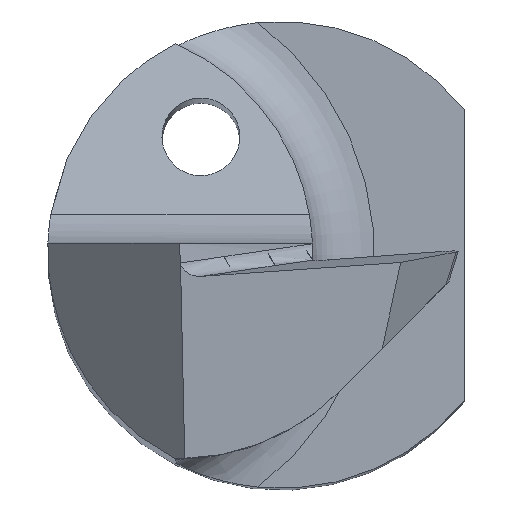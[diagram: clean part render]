
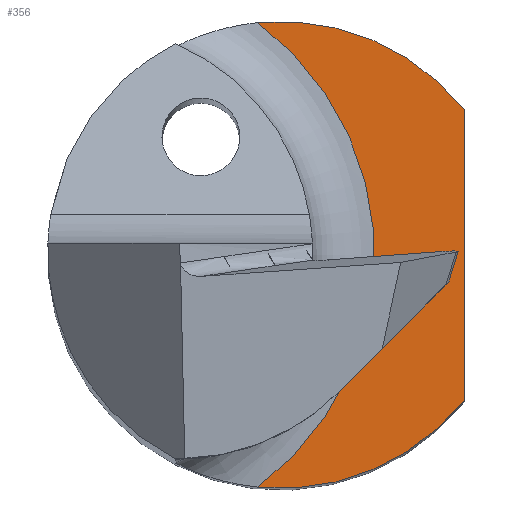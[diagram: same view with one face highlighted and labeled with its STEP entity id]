
A CAD part, top view. The second image highlights one B-rep face of the part: STEP entity #356.
In plain terms, the highlighted planar face has unit normal (0, 0, 1).
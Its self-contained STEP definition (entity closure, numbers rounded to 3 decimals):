
#53 = DIRECTION ( 'NONE',  ( 1., 0., 0. ) ) ;
#77 = EDGE_CURVE ( 'NONE', #441, #395, #144, .T. ) ;
#108 = AXIS2_PLACEMENT_3D ( 'NONE', #508, #643, #162 ) ;
#109 = DIRECTION ( 'NONE',  ( 0., -1., 0. ) ) ;
#130 = ORIENTED_EDGE ( 'NONE', *, *, #559, .F. ) ;
#135 = ORIENTED_EDGE ( 'NONE', *, *, #77, .T. ) ;
#144 = CIRCLE ( 'NONE', #595, 3. ) ;
#149 = DIRECTION ( 'NONE',  ( 1., 0., 0. ) ) ;
#152 = CARTESIAN_POINT ( 'NONE',  ( -2.514, 0., 14.75 ) ) ;
#162 = DIRECTION ( 'NONE',  ( 1., 0., 0. ) ) ;
#167 = CIRCLE ( 'NONE', #721, 3.714 ) ;
#241 = FACE_OUTER_BOUND ( 'NONE', #245, .T. ) ;
#245 = EDGE_LOOP ( 'NONE', ( #135, #869, #803, #130 ) ) ;
#246 = PLANE ( 'NONE',  #477 ) ;
#346 = CARTESIAN_POINT ( 'NONE',  ( -0.304, 2.985, 14.75 ) ) ;
#356 = ADVANCED_FACE ( 'NONE', ( #241 ), #246, .T. ) ;
#395 = VERTEX_POINT ( 'NONE', #346 ) ;
#440 = DIRECTION ( 'NONE',  ( 0., 0., 1. ) ) ;
#441 = VERTEX_POINT ( 'NONE', #760 ) ;
#477 = AXIS2_PLACEMENT_3D ( 'NONE', #779, #440, #517 ) ;
#508 = CARTESIAN_POINT ( 'NONE',  ( 0., 0., 14.75 ) ) ;
#512 = CARTESIAN_POINT ( 'NONE',  ( 2.35, 3., 14.75 ) ) ;
#517 = DIRECTION ( 'NONE',  ( 1., 0., 0. ) ) ;
#528 = CARTESIAN_POINT ( 'NONE',  ( -0.304, -2.985, 14.75 ) ) ;
#538 = VERTEX_POINT ( 'NONE', #528 ) ;
#559 = EDGE_CURVE ( 'NONE', #441, #860, #845, .T. ) ;
#572 = EDGE_CURVE ( 'NONE', #538, #860, #624, .T. ) ;
#595 = AXIS2_PLACEMENT_3D ( 'NONE', #756, #666, #53 ) ;
#624 = CIRCLE ( 'NONE', #108, 3. ) ;
#643 = DIRECTION ( 'NONE',  ( 0., 0., 1. ) ) ;
#666 = DIRECTION ( 'NONE',  ( 0., 0., 1. ) ) ;
#693 = DIRECTION ( 'NONE',  ( 0., 0., -1. ) ) ;
#695 = VECTOR ( 'NONE', #109, 1000. ) ;
#721 = AXIS2_PLACEMENT_3D ( 'NONE', #152, #693, #149 ) ;
#756 = CARTESIAN_POINT ( 'NONE',  ( 0., 0., 14.75 ) ) ;
#760 = CARTESIAN_POINT ( 'NONE',  ( 2.35, 1.865, 14.75 ) ) ;
#779 = CARTESIAN_POINT ( 'NONE',  ( 0., 0., 14.75 ) ) ;
#803 = ORIENTED_EDGE ( 'NONE', *, *, #572, .T. ) ;
#845 = LINE ( 'NONE', #512, #695 ) ;
#854 = CARTESIAN_POINT ( 'NONE',  ( 2.35, -1.865, 14.75 ) ) ;
#860 = VERTEX_POINT ( 'NONE', #854 ) ;
#869 = ORIENTED_EDGE ( 'NONE', *, *, #872, .T. ) ;
#872 = EDGE_CURVE ( 'NONE', #395, #538, #167, .T. ) ;
